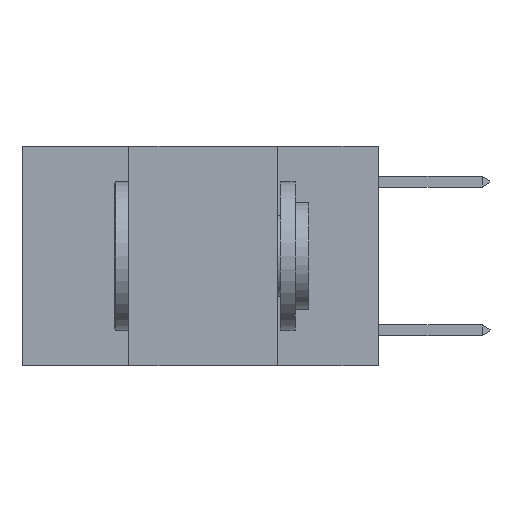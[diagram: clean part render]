
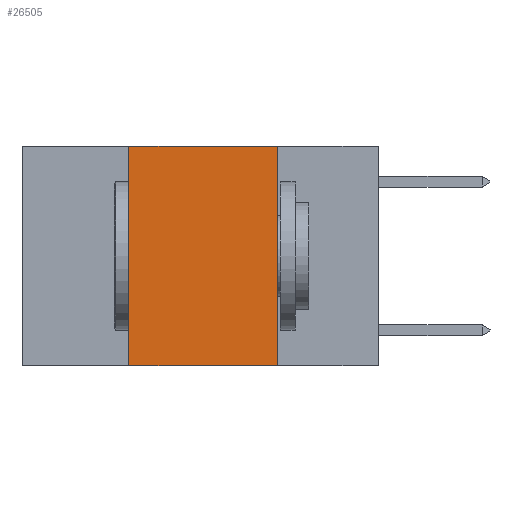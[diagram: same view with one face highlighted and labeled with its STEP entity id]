
A CAD part, left-side view. The second image highlights one B-rep face of the part: STEP entity #26505.
In plain terms, the highlighted planar face has unit normal (-1, 0, 0).
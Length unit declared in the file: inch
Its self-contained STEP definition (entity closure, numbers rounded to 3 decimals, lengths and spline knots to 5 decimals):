
#616 = DIRECTION ( 'NONE',  ( 0., 0., 1. ) ) ;
#636 = AXIS2_PLACEMENT_3D ( 'NONE', #15133, #8697, #12798 ) ;
#2128 = EDGE_LOOP ( 'NONE', ( #20103, #4849, #8943, #21119 ) ) ;
#2276 = VERTEX_POINT ( 'NONE', #27100 ) ;
#4849 = ORIENTED_EDGE ( 'NONE', *, *, #13381, .F. ) ;
#5026 = VERTEX_POINT ( 'NONE', #28251 ) ;
#5065 = DIRECTION ( 'NONE',  ( 0., -1., 0. ) ) ;
#6044 = VECTOR ( 'NONE', #6601, 39.37008 ) ;
#6349 = FACE_OUTER_BOUND ( 'NONE', #2128, .T. ) ;
#6601 = DIRECTION ( 'NONE',  ( 0., 0., -1. ) ) ;
#7811 = LINE ( 'NONE', #20930, #17888 ) ;
#8062 = VERTEX_POINT ( 'NONE', #23643 ) ;
#8697 = DIRECTION ( 'NONE',  ( 1., 0., 0. ) ) ;
#8943 = ORIENTED_EDGE ( 'NONE', *, *, #27097, .F. ) ;
#9348 = LINE ( 'NONE', #14168, #16481 ) ;
#9620 = VERTEX_POINT ( 'NONE', #22459 ) ;
#11284 = CARTESIAN_POINT ( 'NONE',  ( 0., 0.17, 0. ) ) ;
#12798 = DIRECTION ( 'NONE',  ( 0., 0., -1. ) ) ;
#13381 = EDGE_CURVE ( 'NONE', #9620, #2276, #14953, .T. ) ;
#13610 = LINE ( 'NONE', #11284, #6044 ) ;
#14168 = CARTESIAN_POINT ( 'NONE',  ( 0., 0.42, 0. ) ) ;
#14953 = LINE ( 'NONE', #16841, #25203 ) ;
#15133 = CARTESIAN_POINT ( 'NONE',  ( 0., 0.6, 0. ) ) ;
#16481 = VECTOR ( 'NONE', #616, 39.37008 ) ;
#16841 = CARTESIAN_POINT ( 'NONE',  ( 0., 0.6, 0. ) ) ;
#17888 = VECTOR ( 'NONE', #27205, 39.37008 ) ;
#19216 = EDGE_CURVE ( 'NONE', #2276, #8062, #13610, .T. ) ;
#20103 = ORIENTED_EDGE ( 'NONE', *, *, #19216, .F. ) ;
#20930 = CARTESIAN_POINT ( 'NONE',  ( 0., 0.6, -0.37 ) ) ;
#21119 = ORIENTED_EDGE ( 'NONE', *, *, #27980, .T. ) ;
#22459 = CARTESIAN_POINT ( 'NONE',  ( 0., 0.42, 0. ) ) ;
#23643 = CARTESIAN_POINT ( 'NONE',  ( 0., 0.17, -0.37 ) ) ;
#24164 = PLANE ( 'NONE',  #636 ) ;
#25203 = VECTOR ( 'NONE', #5065, 39.37008 ) ;
#26505 = ADVANCED_FACE ( 'NONE', ( #6349 ), #24164, .F. ) ;
#27097 = EDGE_CURVE ( 'NONE', #5026, #9620, #9348, .T. ) ;
#27100 = CARTESIAN_POINT ( 'NONE',  ( 0., 0.17, 0. ) ) ;
#27205 = DIRECTION ( 'NONE',  ( 0., -1., 0. ) ) ;
#27980 = EDGE_CURVE ( 'NONE', #5026, #8062, #7811, .T. ) ;
#28251 = CARTESIAN_POINT ( 'NONE',  ( 0., 0.42, -0.37 ) ) ;
